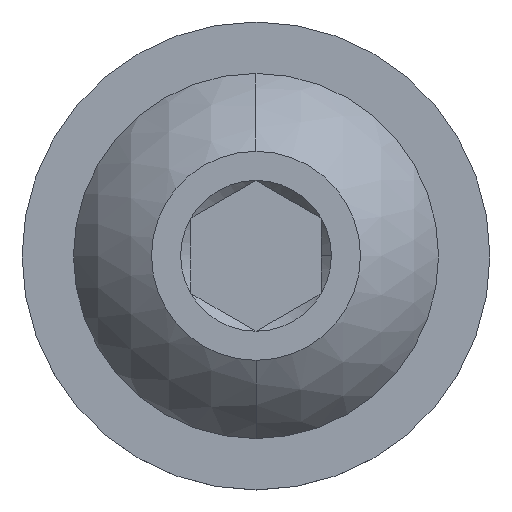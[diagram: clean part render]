
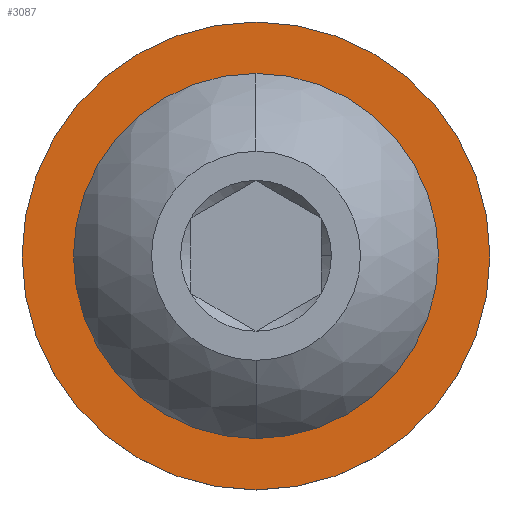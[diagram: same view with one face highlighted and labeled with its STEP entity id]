
A CAD part, top view. The second image highlights one B-rep face of the part: STEP entity #3087.
In plain terms, the highlighted planar face has unit normal (0, 0, 1).
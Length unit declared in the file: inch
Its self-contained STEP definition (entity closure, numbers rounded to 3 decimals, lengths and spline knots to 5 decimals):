
#277 = DIRECTION ( 'NONE',  ( -1., 0., 0. ) ) ;
#278 = DIRECTION ( 'NONE',  ( 0., 0., -1. ) ) ;
#279 = CARTESIAN_POINT ( 'NONE',  ( 0., 0., -0.099 ) ) ;
#282 = DIRECTION ( 'NONE',  ( -1., 0., 0. ) ) ;
#283 = DIRECTION ( 'NONE',  ( 0., 0., -1. ) ) ;
#285 = CARTESIAN_POINT ( 'NONE',  ( 0., 0., -0.099 ) ) ;
#384 = DIRECTION ( 'NONE',  ( 0., 0., -1. ) ) ;
#385 = CARTESIAN_POINT ( 'NONE',  ( 0., 0., -0.099 ) ) ;
#427 = DIRECTION ( 'NONE',  ( -1., 0., 0. ) ) ;
#626 = AXIS2_PLACEMENT_3D ( 'NONE', #3664, #3658, #3657 ) ;
#1076 = EDGE_CURVE ( 'NONE', #2627, #2509, #2431, .T. ) ;
#1100 = EDGE_CURVE ( 'NONE', #2440, #2640, #2892, .T. ) ;
#1138 = EDGE_CURVE ( 'NONE', #2509, #2627, #2829, .T. ) ;
#1139 = EDGE_CURVE ( 'NONE', #2640, #2440, #2827, .T. ) ;
#1167 = AXIS2_PLACEMENT_3D ( 'NONE', #1788, #1787, #1786 ) ;
#1174 = AXIS2_PLACEMENT_3D ( 'NONE', #385, #384, #427 ) ;
#1184 = AXIS2_PLACEMENT_3D ( 'NONE', #285, #283, #282 ) ;
#1185 = AXIS2_PLACEMENT_3D ( 'NONE', #279, #278, #277 ) ;
#1518 = CARTESIAN_POINT ( 'NONE',  ( 0.28, 0., -0.099 ) ) ;
#1527 = CARTESIAN_POINT ( 'NONE',  ( 0., 0.2185, -0.099 ) ) ;
#1554 = CARTESIAN_POINT ( 'NONE',  ( 0., -0.2185, -0.099 ) ) ;
#1565 = CARTESIAN_POINT ( 'NONE',  ( -0.28, 0., -0.099 ) ) ;
#1786 = DIRECTION ( 'NONE',  ( -1., 0., 0. ) ) ;
#1787 = DIRECTION ( 'NONE',  ( 0., 0., -1. ) ) ;
#1788 = CARTESIAN_POINT ( 'NONE',  ( 0., 0., -0.099 ) ) ;
#2431 = CIRCLE ( 'NONE', #1167, 0.2185 ) ;
#2440 = VERTEX_POINT ( 'NONE', #1565 ) ;
#2509 = VERTEX_POINT ( 'NONE', #1554 ) ;
#2617 = EDGE_LOOP ( 'NONE', ( #2999, #3000 ) ) ;
#2620 = EDGE_LOOP ( 'NONE', ( #2873, #2876 ) ) ;
#2627 = VERTEX_POINT ( 'NONE', #1527 ) ;
#2640 = VERTEX_POINT ( 'NONE', #1518 ) ;
#2719 = FACE_OUTER_BOUND ( 'NONE', #2620, .T. ) ;
#2724 = FACE_BOUND ( 'NONE', #2617, .T. ) ;
#2827 = CIRCLE ( 'NONE', #1185, 0.28 ) ;
#2829 = CIRCLE ( 'NONE', #1184, 0.2185 ) ;
#2873 = ORIENTED_EDGE ( 'NONE', *, *, #1100, .F. ) ;
#2876 = ORIENTED_EDGE ( 'NONE', *, *, #1139, .F. ) ;
#2892 = CIRCLE ( 'NONE', #1174, 0.28 ) ;
#2999 = ORIENTED_EDGE ( 'NONE', *, *, #1138, .T. ) ;
#3000 = ORIENTED_EDGE ( 'NONE', *, *, #1076, .T. ) ;
#3087 = ADVANCED_FACE ( 'NONE', ( #2719, #2724 ), #3666, .F. ) ;
#3657 = DIRECTION ( 'NONE',  ( -1., 0., 0. ) ) ;
#3658 = DIRECTION ( 'NONE',  ( 0., 0., -1. ) ) ;
#3664 = CARTESIAN_POINT ( 'NONE',  ( 0., 0., -0.099 ) ) ;
#3666 = PLANE ( 'NONE',  #626 ) ;
